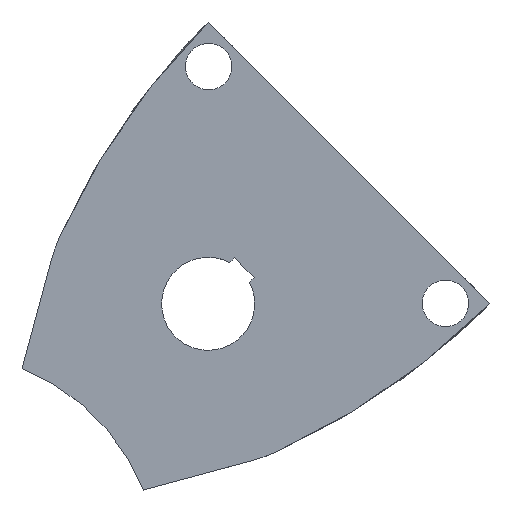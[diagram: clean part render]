
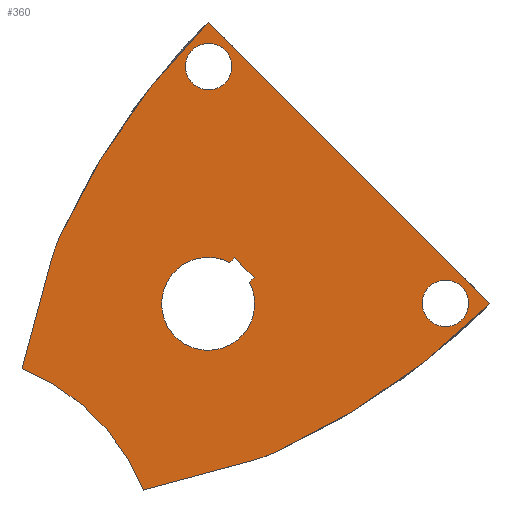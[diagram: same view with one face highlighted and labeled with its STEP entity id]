
A CAD part, top view. The second image highlights one B-rep face of the part: STEP entity #360.
In plain terms, the highlighted planar face has unit normal (0, 0, 1).
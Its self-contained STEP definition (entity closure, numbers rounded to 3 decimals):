
#27=FACE_BOUND('',#75,.T.);
#28=FACE_BOUND('',#76,.T.);
#29=FACE_BOUND('',#77,.T.);
#31=CIRCLE('',#399,17.5);
#32=CIRCLE('',#400,22.997);
#33=CIRCLE('',#401,17.5);
#34=CIRCLE('',#402,78.014);
#35=CIRCLE('',#403,78.014);
#36=CIRCLE('',#404,5.);
#37=CIRCLE('',#405,2.5);
#38=CIRCLE('',#406,2.5);
#56=FACE_OUTER_BOUND('',#74,.T.);
#74=EDGE_LOOP('',(#251,#252,#253,#254,#255,#256,#257,#258));
#75=EDGE_LOOP('',(#259,#260,#261,#262));
#76=EDGE_LOOP('',(#263));
#77=EDGE_LOOP('',(#264));
#93=LINE('',#549,#121);
#97=LINE('',#557,#125);
#100=LINE('',#563,#128);
#103=LINE('',#572,#131);
#104=LINE('',#576,#132);
#105=LINE('',#582,#133);
#121=VECTOR('',#439,10.);
#125=VECTOR('',#445,10.);
#128=VECTOR('',#450,10.);
#131=VECTOR('',#457,10.);
#132=VECTOR('',#460,10.);
#133=VECTOR('',#465,10.);
#149=VERTEX_POINT('',#547);
#150=VERTEX_POINT('',#548);
#153=VERTEX_POINT('',#556);
#155=VERTEX_POINT('',#562);
#157=VERTEX_POINT('',#568);
#158=VERTEX_POINT('',#569);
#159=VERTEX_POINT('',#571);
#160=VERTEX_POINT('',#573);
#161=VERTEX_POINT('',#575);
#162=VERTEX_POINT('',#577);
#163=VERTEX_POINT('',#579);
#164=VERTEX_POINT('',#581);
#165=VERTEX_POINT('',#585);
#166=VERTEX_POINT('',#587);
#185=EDGE_CURVE('',#149,#150,#93,.T.);
#189=EDGE_CURVE('',#150,#153,#97,.T.);
#192=EDGE_CURVE('',#155,#149,#100,.T.);
#195=EDGE_CURVE('',#157,#158,#31,.T.);
#196=EDGE_CURVE('',#159,#157,#103,.T.);
#197=EDGE_CURVE('',#160,#159,#32,.T.);
#198=EDGE_CURVE('',#161,#160,#104,.T.);
#199=EDGE_CURVE('',#162,#161,#33,.T.);
#200=EDGE_CURVE('',#163,#162,#34,.T.);
#201=EDGE_CURVE('',#164,#163,#105,.T.);
#202=EDGE_CURVE('',#158,#164,#35,.T.);
#203=EDGE_CURVE('',#155,#153,#36,.T.);
#204=EDGE_CURVE('',#165,#165,#37,.T.);
#205=EDGE_CURVE('',#166,#166,#38,.T.);
#251=ORIENTED_EDGE('',*,*,#195,.F.);
#252=ORIENTED_EDGE('',*,*,#196,.F.);
#253=ORIENTED_EDGE('',*,*,#197,.F.);
#254=ORIENTED_EDGE('',*,*,#198,.F.);
#255=ORIENTED_EDGE('',*,*,#199,.F.);
#256=ORIENTED_EDGE('',*,*,#200,.F.);
#257=ORIENTED_EDGE('',*,*,#201,.F.);
#258=ORIENTED_EDGE('',*,*,#202,.F.);
#259=ORIENTED_EDGE('',*,*,#192,.T.);
#260=ORIENTED_EDGE('',*,*,#185,.T.);
#261=ORIENTED_EDGE('',*,*,#189,.T.);
#262=ORIENTED_EDGE('',*,*,#203,.F.);
#263=ORIENTED_EDGE('',*,*,#204,.T.);
#264=ORIENTED_EDGE('',*,*,#205,.T.);
#350=PLANE('',#398);
#360=ADVANCED_FACE('',(#56,#27,#28,#29),#350,.F.);
#398=AXIS2_PLACEMENT_3D('',#567,#453,#454);
#399=AXIS2_PLACEMENT_3D('',#570,#455,#456);
#400=AXIS2_PLACEMENT_3D('',#574,#458,#459);
#401=AXIS2_PLACEMENT_3D('',#578,#461,#462);
#402=AXIS2_PLACEMENT_3D('',#580,#463,#464);
#403=AXIS2_PLACEMENT_3D('',#583,#466,#467);
#404=AXIS2_PLACEMENT_3D('',#584,#468,#469);
#405=AXIS2_PLACEMENT_3D('',#586,#470,#471);
#406=AXIS2_PLACEMENT_3D('',#588,#472,#473);
#439=DIRECTION('',(0.707,-0.707,0.));
#445=DIRECTION('',(-0.707,-0.707,0.));
#450=DIRECTION('',(0.707,0.707,0.));
#453=DIRECTION('center_axis',(0.,0.,-1.));
#454=DIRECTION('ref_axis',(-1.,0.,0.));
#455=DIRECTION('center_axis',(0.,0.,-1.));
#456=DIRECTION('ref_axis',(-0.966,0.26,0.));
#457=DIRECTION('',(0.26,0.966,0.));
#458=DIRECTION('center_axis',(0.,0.,1.));
#459=DIRECTION('ref_axis',(-0.365,-0.931,0.));
#460=DIRECTION('',(-0.966,-0.26,0.));
#461=DIRECTION('center_axis',(0.,0.,-1.));
#462=DIRECTION('ref_axis',(0.411,-0.912,0.));
#463=DIRECTION('center_axis',(0.,0.,-1.));
#464=DIRECTION('ref_axis',(0.707,-0.707,0.));
#465=DIRECTION('',(0.707,-0.707,0.));
#466=DIRECTION('center_axis',(0.,0.,-1.));
#467=DIRECTION('ref_axis',(-0.912,0.411,0.));
#468=DIRECTION('center_axis',(0.,0.,1.));
#469=DIRECTION('ref_axis',(1.,0.,0.));
#470=DIRECTION('center_axis',(0.,0.,-1.));
#471=DIRECTION('ref_axis',(-1.,0.,0.));
#472=DIRECTION('center_axis',(0.,0.,-1.));
#473=DIRECTION('ref_axis',(-1.,0.,0.));
#547=CARTESIAN_POINT('',(-34.672,-32.55,0.));
#548=CARTESIAN_POINT('',(-32.55,-34.672,0.));
#549=CARTESIAN_POINT('',(-33.081,-34.141,0.));
#556=CARTESIAN_POINT('',(-33.067,-35.188,0.));
#557=CARTESIAN_POINT('',(-32.986,-35.107,0.));
#562=CARTESIAN_POINT('',(-35.188,-33.067,0.));
#563=CARTESIAN_POINT('',(-34.046,-31.925,0.));
#567=CARTESIAN_POINT('Origin',(-32.36,-32.36,0.));
#568=CARTESIAN_POINT('',(-54.397,-32.947,0.));
#569=CARTESIAN_POINT('',(-53.453,-30.306,0.));
#570=CARTESIAN_POINT('Origin',(-37.5,-37.5,0.));
#571=CARTESIAN_POINT('',(-57.508,-44.491,0.));
#572=CARTESIAN_POINT('',(-57.508,-44.491,0.));
#573=CARTESIAN_POINT('',(-44.491,-57.508,0.));
#574=CARTESIAN_POINT('Origin',(-65.901,-65.901,0.));
#575=CARTESIAN_POINT('',(-32.947,-54.397,0.));
#576=CARTESIAN_POINT('',(-32.947,-54.397,0.));
#577=CARTESIAN_POINT('',(-30.306,-53.453,0.));
#578=CARTESIAN_POINT('Origin',(-37.5,-37.5,0.));
#579=CARTESIAN_POINT('',(-7.212,-37.5,0.));
#580=CARTESIAN_POINT('Origin',(-62.377,17.664,0.));
#581=CARTESIAN_POINT('',(-37.5,-7.212,0.));
#582=CARTESIAN_POINT('',(-37.5,-7.212,0.));
#583=CARTESIAN_POINT('Origin',(17.664,-62.377,0.));
#584=CARTESIAN_POINT('Origin',(-37.5,-37.5,0.));
#585=CARTESIAN_POINT('',(-9.503,-37.447,0.));
#586=CARTESIAN_POINT('Origin',(-12.003,-37.447,0.));
#587=CARTESIAN_POINT('',(-34.947,-12.003,0.));
#588=CARTESIAN_POINT('Origin',(-37.447,-12.003,0.));
